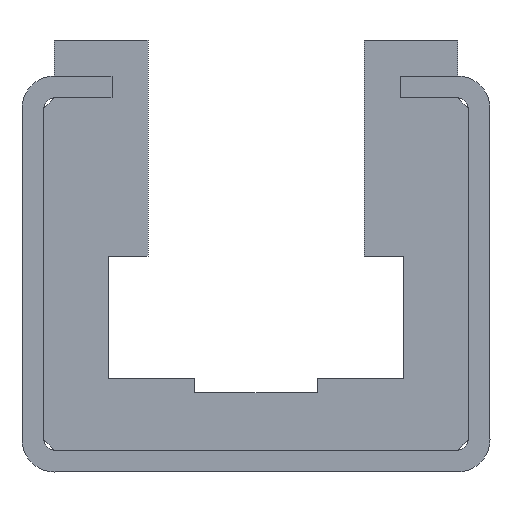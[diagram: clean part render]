
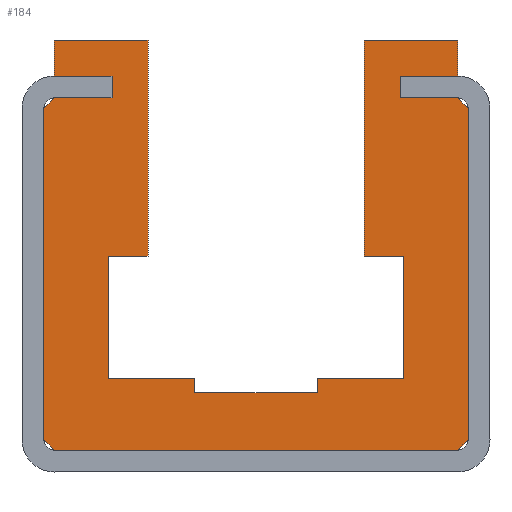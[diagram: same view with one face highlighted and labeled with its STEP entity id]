
A CAD part, front view. The second image highlights one B-rep face of the part: STEP entity #184.
In plain terms, the highlighted planar face has unit normal (0, -1, 0).
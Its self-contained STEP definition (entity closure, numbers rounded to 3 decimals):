
#184=ADVANCED_FACE('',(#356),#357,.T.);
#356=FACE_OUTER_BOUND('',#528,.T.);
#357=PLANE('',#529);
#528=EDGE_LOOP('',(#828,#829,#830,#831,#832,#833,#834,#835,#836,#837,#838,#839,#840,#841,#842,#843,#844,#845,#846,#847,#848,#849,#850,#851,#852,#853,#854,#855));
#529=AXIS2_PLACEMENT_3D('',#856,#857,#858);
#828=ORIENTED_EDGE('',*,*,#1103,.F.);
#829=ORIENTED_EDGE('',*,*,#1212,.F.);
#830=ORIENTED_EDGE('',*,*,#1208,.F.);
#831=ORIENTED_EDGE('',*,*,#1204,.F.);
#832=ORIENTED_EDGE('',*,*,#1200,.F.);
#833=ORIENTED_EDGE('',*,*,#1196,.F.);
#834=ORIENTED_EDGE('',*,*,#1192,.F.);
#835=ORIENTED_EDGE('',*,*,#1188,.F.);
#836=ORIENTED_EDGE('',*,*,#1184,.F.);
#837=ORIENTED_EDGE('',*,*,#1180,.F.);
#838=ORIENTED_EDGE('',*,*,#1176,.F.);
#839=ORIENTED_EDGE('',*,*,#1172,.F.);
#840=ORIENTED_EDGE('',*,*,#1168,.F.);
#841=ORIENTED_EDGE('',*,*,#1164,.F.);
#842=ORIENTED_EDGE('',*,*,#1160,.F.);
#843=ORIENTED_EDGE('',*,*,#1156,.F.);
#844=ORIENTED_EDGE('',*,*,#1152,.F.);
#845=ORIENTED_EDGE('',*,*,#1148,.F.);
#846=ORIENTED_EDGE('',*,*,#1144,.F.);
#847=ORIENTED_EDGE('',*,*,#1140,.F.);
#848=ORIENTED_EDGE('',*,*,#1136,.F.);
#849=ORIENTED_EDGE('',*,*,#1132,.F.);
#850=ORIENTED_EDGE('',*,*,#1128,.F.);
#851=ORIENTED_EDGE('',*,*,#1124,.F.);
#852=ORIENTED_EDGE('',*,*,#1120,.F.);
#853=ORIENTED_EDGE('',*,*,#1116,.F.);
#854=ORIENTED_EDGE('',*,*,#1112,.F.);
#855=ORIENTED_EDGE('',*,*,#1108,.F.);
#856=CARTESIAN_POINT('',(0.,0.0,29.981));
#857=DIRECTION('',(0.0,-1.0,0.0));
#858=DIRECTION('',(1.0,0.0,0.0));
#1103=EDGE_CURVE('',#1301,#1302,#1303,.T.);
#1108=EDGE_CURVE('',#1302,#1310,#1311,.T.);
#1112=EDGE_CURVE('',#1310,#1316,#1317,.T.);
#1116=EDGE_CURVE('',#1316,#1322,#1323,.T.);
#1120=EDGE_CURVE('',#1322,#1328,#1329,.T.);
#1124=EDGE_CURVE('',#1328,#1334,#1335,.T.);
#1128=EDGE_CURVE('',#1334,#1340,#1341,.T.);
#1132=EDGE_CURVE('',#1340,#1346,#1347,.T.);
#1136=EDGE_CURVE('',#1346,#1352,#1353,.T.);
#1140=EDGE_CURVE('',#1352,#1358,#1359,.T.);
#1144=EDGE_CURVE('',#1358,#1364,#1365,.T.);
#1148=EDGE_CURVE('',#1364,#1370,#1371,.T.);
#1152=EDGE_CURVE('',#1370,#1376,#1377,.T.);
#1156=EDGE_CURVE('',#1376,#1382,#1383,.T.);
#1160=EDGE_CURVE('',#1382,#1388,#1389,.T.);
#1164=EDGE_CURVE('',#1388,#1394,#1395,.T.);
#1168=EDGE_CURVE('',#1394,#1400,#1401,.T.);
#1172=EDGE_CURVE('',#1400,#1406,#1407,.T.);
#1176=EDGE_CURVE('',#1406,#1412,#1413,.T.);
#1180=EDGE_CURVE('',#1412,#1418,#1419,.T.);
#1184=EDGE_CURVE('',#1418,#1424,#1425,.T.);
#1188=EDGE_CURVE('',#1424,#1430,#1431,.T.);
#1192=EDGE_CURVE('',#1430,#1436,#1437,.T.);
#1196=EDGE_CURVE('',#1436,#1442,#1443,.T.);
#1200=EDGE_CURVE('',#1442,#1448,#1449,.T.);
#1204=EDGE_CURVE('',#1448,#1454,#1455,.T.);
#1208=EDGE_CURVE('',#1454,#1460,#1461,.T.);
#1212=EDGE_CURVE('',#1460,#1301,#1466,.T.);
#1301=VERTEX_POINT('',#1595);
#1302=VERTEX_POINT('',#1596);
#1303=LINE('',#1597,#1598);
#1310=VERTEX_POINT('',#1608);
#1311=LINE('',#1609,#1610);
#1316=VERTEX_POINT('',#1617);
#1317=LINE('',#1618,#1619);
#1322=VERTEX_POINT('',#1626);
#1323=LINE('',#1627,#1628);
#1328=VERTEX_POINT('',#1635);
#1329=LINE('',#1636,#1637);
#1334=VERTEX_POINT('',#1644);
#1335=LINE('',#1645,#1646);
#1340=VERTEX_POINT('',#1653);
#1341=LINE('',#1654,#1655);
#1346=VERTEX_POINT('',#1662);
#1347=LINE('',#1663,#1664);
#1352=VERTEX_POINT('',#1671);
#1353=LINE('',#1672,#1673);
#1358=VERTEX_POINT('',#1680);
#1359=LINE('',#1681,#1682);
#1364=VERTEX_POINT('',#1689);
#1365=LINE('',#1690,#1691);
#1370=VERTEX_POINT('',#1698);
#1371=LINE('',#1699,#1700);
#1376=VERTEX_POINT('',#1707);
#1377=LINE('',#1708,#1709);
#1382=VERTEX_POINT('',#1716);
#1383=LINE('',#1717,#1718);
#1388=VERTEX_POINT('',#1725);
#1389=LINE('',#1726,#1727);
#1394=VERTEX_POINT('',#1734);
#1395=LINE('',#1735,#1736);
#1400=VERTEX_POINT('',#1743);
#1401=LINE('',#1744,#1745);
#1406=VERTEX_POINT('',#1752);
#1407=LINE('',#1753,#1754);
#1412=VERTEX_POINT('',#1761);
#1413=LINE('',#1762,#1763);
#1418=VERTEX_POINT('',#1770);
#1419=LINE('',#1771,#1772);
#1424=VERTEX_POINT('',#1779);
#1425=LINE('',#1780,#1781);
#1430=VERTEX_POINT('',#1788);
#1431=LINE('',#1789,#1790);
#1436=VERTEX_POINT('',#1797);
#1437=LINE('',#1798,#1799);
#1442=VERTEX_POINT('',#1806);
#1443=LINE('',#1807,#1808);
#1448=VERTEX_POINT('',#1815);
#1449=LINE('',#1816,#1817);
#1454=VERTEX_POINT('',#1824);
#1455=LINE('',#1825,#1826);
#1460=VERTEX_POINT('',#1833);
#1461=LINE('',#1834,#1835);
#1466=LINE('',#1842,#1843);
#1595=CARTESIAN_POINT('',(-28.0,0.0,3.0));
#1596=CARTESIAN_POINT('',(-29.5,0.0,4.5));
#1597=CARTESIAN_POINT('',(-28.0,0.0,3.0));
#1598=VECTOR('',#2016,1.0);
#1608=CARTESIAN_POINT('',(-29.5,0.0,50.5));
#1609=CARTESIAN_POINT('',(-29.5,0.0,4.5));
#1610=VECTOR('',#2020,1.0);
#1617=CARTESIAN_POINT('',(-28.0,0.0,52.0));
#1618=CARTESIAN_POINT('',(-29.5,0.0,50.5));
#1619=VECTOR('',#2023,1.0);
#1626=CARTESIAN_POINT('',(-20.0,0.0,52.0));
#1627=CARTESIAN_POINT('',(-28.0,0.0,52.0));
#1628=VECTOR('',#2026,1.0);
#1635=CARTESIAN_POINT('',(-20.0,0.0,55.0));
#1636=CARTESIAN_POINT('',(-20.0,0.0,52.0));
#1637=VECTOR('',#2029,1.0);
#1644=CARTESIAN_POINT('',(-28.0,0.0,55.0));
#1645=CARTESIAN_POINT('',(-20.0,0.0,55.0));
#1646=VECTOR('',#2032,1.0);
#1653=CARTESIAN_POINT('',(-28.0,0.0,60.0));
#1654=CARTESIAN_POINT('',(-28.0,0.0,55.0));
#1655=VECTOR('',#2035,1.0);
#1662=CARTESIAN_POINT('',(-15.0,0.0,60.0));
#1663=CARTESIAN_POINT('',(-28.0,0.0,60.0));
#1664=VECTOR('',#2038,1.0);
#1671=CARTESIAN_POINT('',(-15.0,0.0,30.0));
#1672=CARTESIAN_POINT('',(-15.0,0.0,60.0));
#1673=VECTOR('',#2041,1.0);
#1680=CARTESIAN_POINT('',(-20.5,0.0,30.0));
#1681=CARTESIAN_POINT('',(-15.0,0.0,30.0));
#1682=VECTOR('',#2044,1.0);
#1689=CARTESIAN_POINT('',(-20.5,0.0,13.0));
#1690=CARTESIAN_POINT('',(-20.5,0.0,30.0));
#1691=VECTOR('',#2047,1.0);
#1698=CARTESIAN_POINT('',(-8.5,0.0,13.0));
#1699=CARTESIAN_POINT('',(-20.5,0.0,13.0));
#1700=VECTOR('',#2050,1.0);
#1707=CARTESIAN_POINT('',(-8.5,0.0,11.0));
#1708=CARTESIAN_POINT('',(-8.5,0.0,13.0));
#1709=VECTOR('',#2053,1.0);
#1716=CARTESIAN_POINT('',(8.5,0.0,11.0));
#1717=CARTESIAN_POINT('',(-8.5,0.0,11.0));
#1718=VECTOR('',#2056,1.0);
#1725=CARTESIAN_POINT('',(8.5,0.0,13.0));
#1726=CARTESIAN_POINT('',(8.5,0.0,11.0));
#1727=VECTOR('',#2059,1.0);
#1734=CARTESIAN_POINT('',(20.5,0.0,13.0));
#1735=CARTESIAN_POINT('',(8.5,0.0,13.0));
#1736=VECTOR('',#2062,1.0);
#1743=CARTESIAN_POINT('',(20.5,0.0,30.0));
#1744=CARTESIAN_POINT('',(20.5,0.0,13.0));
#1745=VECTOR('',#2065,1.0);
#1752=CARTESIAN_POINT('',(15.0,0.0,30.0));
#1753=CARTESIAN_POINT('',(20.5,0.0,30.0));
#1754=VECTOR('',#2068,1.0);
#1761=CARTESIAN_POINT('',(15.0,0.0,60.0));
#1762=CARTESIAN_POINT('',(15.0,0.0,30.0));
#1763=VECTOR('',#2071,1.0);
#1770=CARTESIAN_POINT('',(28.0,0.0,60.0));
#1771=CARTESIAN_POINT('',(15.0,0.0,60.0));
#1772=VECTOR('',#2074,1.0);
#1779=CARTESIAN_POINT('',(28.0,0.0,55.0));
#1780=CARTESIAN_POINT('',(28.0,0.0,60.0));
#1781=VECTOR('',#2077,1.0);
#1788=CARTESIAN_POINT('',(20.0,0.0,55.0));
#1789=CARTESIAN_POINT('',(28.0,0.0,55.0));
#1790=VECTOR('',#2080,1.0);
#1797=CARTESIAN_POINT('',(20.0,0.0,52.0));
#1798=CARTESIAN_POINT('',(20.0,0.0,55.0));
#1799=VECTOR('',#2083,1.0);
#1806=CARTESIAN_POINT('',(28.0,0.0,52.0));
#1807=CARTESIAN_POINT('',(20.0,0.0,52.0));
#1808=VECTOR('',#2086,1.0);
#1815=CARTESIAN_POINT('',(29.5,0.0,50.5));
#1816=CARTESIAN_POINT('',(28.0,0.0,52.0));
#1817=VECTOR('',#2089,1.0);
#1824=CARTESIAN_POINT('',(29.5,0.0,4.5));
#1825=CARTESIAN_POINT('',(29.5,0.0,50.5));
#1826=VECTOR('',#2092,1.0);
#1833=CARTESIAN_POINT('',(28.0,0.0,3.0));
#1834=CARTESIAN_POINT('',(29.5,0.0,4.5));
#1835=VECTOR('',#2095,1.0);
#1842=CARTESIAN_POINT('',(28.0,0.0,3.0));
#1843=VECTOR('',#2098,1.0);
#2016=DIRECTION('',(-0.707,0.0,0.707));
#2020=DIRECTION('',(0.0,0.0,1.0));
#2023=DIRECTION('',(0.707,0.0,0.707));
#2026=DIRECTION('',(1.0,0.0,0.0));
#2029=DIRECTION('',(0.0,0.0,1.0));
#2032=DIRECTION('',(-1.0,0.0,0.0));
#2035=DIRECTION('',(0.0,0.0,1.0));
#2038=DIRECTION('',(1.0,0.0,0.0));
#2041=DIRECTION('',(0.0,0.0,-1.0));
#2044=DIRECTION('',(-1.0,0.0,0.0));
#2047=DIRECTION('',(0.0,0.0,-1.0));
#2050=DIRECTION('',(1.0,0.0,0.0));
#2053=DIRECTION('',(0.0,0.0,-1.0));
#2056=DIRECTION('',(1.0,0.0,0.0));
#2059=DIRECTION('',(0.0,0.0,1.0));
#2062=DIRECTION('',(1.0,0.0,0.0));
#2065=DIRECTION('',(0.0,0.0,1.0));
#2068=DIRECTION('',(-1.0,0.0,0.0));
#2071=DIRECTION('',(0.0,0.0,1.0));
#2074=DIRECTION('',(1.0,0.0,0.0));
#2077=DIRECTION('',(0.0,0.0,-1.0));
#2080=DIRECTION('',(-1.0,0.0,0.0));
#2083=DIRECTION('',(0.0,0.0,-1.0));
#2086=DIRECTION('',(1.0,0.0,0.0));
#2089=DIRECTION('',(0.707,0.0,-0.707));
#2092=DIRECTION('',(0.0,0.0,-1.0));
#2095=DIRECTION('',(-0.707,-0.0,-0.707));
#2098=DIRECTION('',(-1.0,0.0,0.0));
